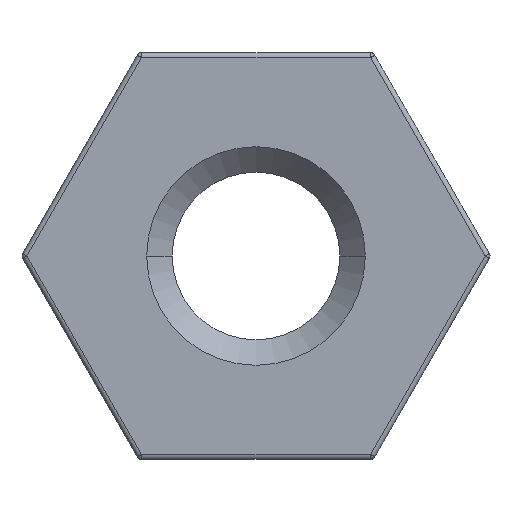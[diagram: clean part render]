
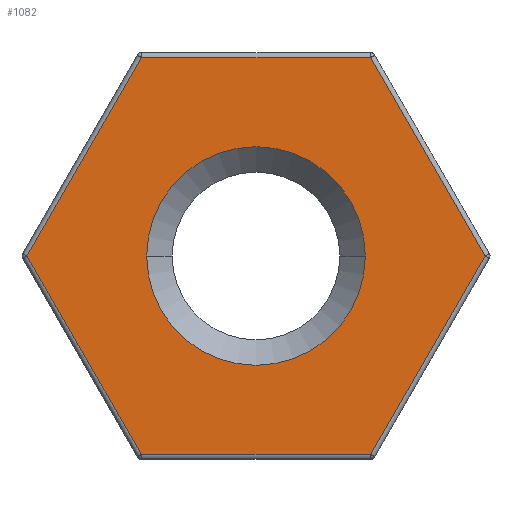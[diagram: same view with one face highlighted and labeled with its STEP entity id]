
A CAD part, left-side view. The second image highlights one B-rep face of the part: STEP entity #1082.
In plain terms, the highlighted planar face has unit normal (-1, 0, 0).
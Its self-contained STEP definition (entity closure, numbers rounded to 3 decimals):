
#5 = DIRECTION ( 'NONE',  ( 0., -1., 0. ) ) ;
#6 = VECTOR ( 'NONE', #142, 1000. ) ;
#11 = CARTESIAN_POINT ( 'NONE',  ( 0., 0., -3.9 ) ) ;
#25 = CARTESIAN_POINT ( 'NONE',  ( 0., -2.252, -3.9 ) ) ;
#45 = AXIS2_PLACEMENT_3D ( 'NONE', #881, #880, #879 ) ;
#56 = AXIS2_PLACEMENT_3D ( 'NONE', #1047, #180, #170 ) ;
#108 = EDGE_CURVE ( 'NONE', #781, #793, #1020, .T. ) ;
#142 = DIRECTION ( 'NONE',  ( 0., 0.5, -0.866 ) ) ;
#151 = CARTESIAN_POINT ( 'NONE',  ( 0., 3.377, 1.95 ) ) ;
#155 = CARTESIAN_POINT ( 'NONE',  ( 0., -4.503, 0. ) ) ;
#170 = DIRECTION ( 'NONE',  ( 0., 1., 0. ) ) ;
#180 = DIRECTION ( 'NONE',  ( 1., 0., 0. ) ) ;
#191 = ORIENTED_EDGE ( 'NONE', *, *, #261, .T. ) ;
#198 = VERTEX_POINT ( 'NONE', #806 ) ;
#237 = CARTESIAN_POINT ( 'NONE',  ( 0., -2.15, 0. ) ) ;
#261 = EDGE_CURVE ( 'NONE', #504, #813, #1210, .T. ) ;
#283 = EDGE_CURVE ( 'NONE', #416, #198, #948, .T. ) ;
#305 = EDGE_CURVE ( 'NONE', #747, #504, #1085, .T. ) ;
#306 = DIRECTION ( 'NONE',  ( 0., -0.5, 0.866 ) ) ;
#310 = ORIENTED_EDGE ( 'NONE', *, *, #305, .T. ) ;
#327 = DIRECTION ( 'NONE',  ( 0., 1., 0. ) ) ;
#350 = EDGE_CURVE ( 'NONE', #397, #416, #1230, .T. ) ;
#356 = EDGE_CURVE ( 'NONE', #793, #781, #777, .T. ) ;
#361 = EDGE_CURVE ( 'NONE', #813, #397, #987, .T. ) ;
#375 = EDGE_CURVE ( 'NONE', #198, #747, #1098, .T. ) ;
#382 = FACE_OUTER_BOUND ( 'NONE', #597, .T. ) ;
#386 = VECTOR ( 'NONE', #327, 1000. ) ;
#397 = VERTEX_POINT ( 'NONE', #967 ) ;
#416 = VERTEX_POINT ( 'NONE', #796 ) ;
#426 = ORIENTED_EDGE ( 'NONE', *, *, #108, .T. ) ;
#428 = CARTESIAN_POINT ( 'NONE',  ( 0., -3.377, -1.95 ) ) ;
#437 = CARTESIAN_POINT ( 'NONE',  ( 0., 2.252, -3.9 ) ) ;
#491 = ORIENTED_EDGE ( 'NONE', *, *, #356, .T. ) ;
#504 = VERTEX_POINT ( 'NONE', #25 ) ;
#510 = VECTOR ( 'NONE', #5, 1000. ) ;
#550 = ORIENTED_EDGE ( 'NONE', *, *, #361, .T. ) ;
#597 = EDGE_LOOP ( 'NONE', ( #550, #831, #790, #703, #310, #191 ) ) ;
#633 = DIRECTION ( 'NONE',  ( 0., 1., 0. ) ) ;
#635 = CARTESIAN_POINT ( 'NONE',  ( 0., 2.15, 0. ) ) ;
#657 = EDGE_LOOP ( 'NONE', ( #491, #426 ) ) ;
#679 = DIRECTION ( 'NONE',  ( 1., 0., 0. ) ) ;
#703 = ORIENTED_EDGE ( 'NONE', *, *, #375, .T. ) ;
#747 = VERTEX_POINT ( 'NONE', #437 ) ;
#777 = CIRCLE ( 'NONE', #45, 2.15 ) ;
#781 = VERTEX_POINT ( 'NONE', #237 ) ;
#790 = ORIENTED_EDGE ( 'NONE', *, *, #283, .T. ) ;
#793 = VERTEX_POINT ( 'NONE', #635 ) ;
#796 = CARTESIAN_POINT ( 'NONE',  ( 0., 2.252, 3.9 ) ) ;
#806 = CARTESIAN_POINT ( 'NONE',  ( 0., 4.503, 0. ) ) ;
#813 = VERTEX_POINT ( 'NONE', #155 ) ;
#827 = DIRECTION ( 'NONE',  ( 0., 0.5, 0.866 ) ) ;
#831 = ORIENTED_EDGE ( 'NONE', *, *, #350, .T. ) ;
#866 = CARTESIAN_POINT ( 'NONE',  ( 0., 3.377, -1.95 ) ) ;
#876 = CARTESIAN_POINT ( 'NONE',  ( 0., -3.377, 1.95 ) ) ;
#879 = DIRECTION ( 'NONE',  ( 0., 1., 0. ) ) ;
#880 = DIRECTION ( 'NONE',  ( 1., 0., 0. ) ) ;
#881 = CARTESIAN_POINT ( 'NONE',  ( 0., 0., 0. ) ) ;
#904 = AXIS2_PLACEMENT_3D ( 'NONE', #1213, #679, #633 ) ;
#918 = CARTESIAN_POINT ( 'NONE',  ( 0., 0., 3.9 ) ) ;
#938 = VECTOR ( 'NONE', #1008, 1000. ) ;
#948 = LINE ( 'NONE', #151, #6 ) ;
#967 = CARTESIAN_POINT ( 'NONE',  ( 0., -2.252, 3.9 ) ) ;
#978 = VECTOR ( 'NONE', #306, 1000. ) ;
#987 = LINE ( 'NONE', #876, #1205 ) ;
#1008 = DIRECTION ( 'NONE',  ( 0., -0.5, -0.866 ) ) ;
#1020 = CIRCLE ( 'NONE', #56, 2.15 ) ;
#1047 = CARTESIAN_POINT ( 'NONE',  ( 0., 0., 0. ) ) ;
#1082 = ADVANCED_FACE ( 'NONE', ( #382, #1139 ), #1091, .F. ) ;
#1085 = LINE ( 'NONE', #11, #510 ) ;
#1091 = PLANE ( 'NONE',  #904 ) ;
#1098 = LINE ( 'NONE', #866, #938 ) ;
#1139 = FACE_BOUND ( 'NONE', #657, .T. ) ;
#1205 = VECTOR ( 'NONE', #827, 1000. ) ;
#1210 = LINE ( 'NONE', #428, #978 ) ;
#1213 = CARTESIAN_POINT ( 'NONE',  ( 0., 0., 0. ) ) ;
#1230 = LINE ( 'NONE', #918, #386 ) ;
